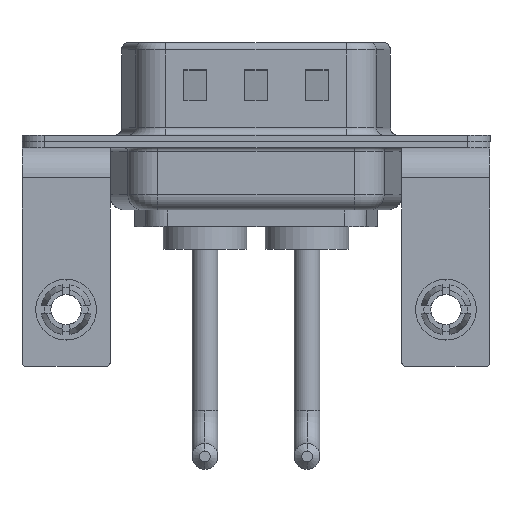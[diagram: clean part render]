
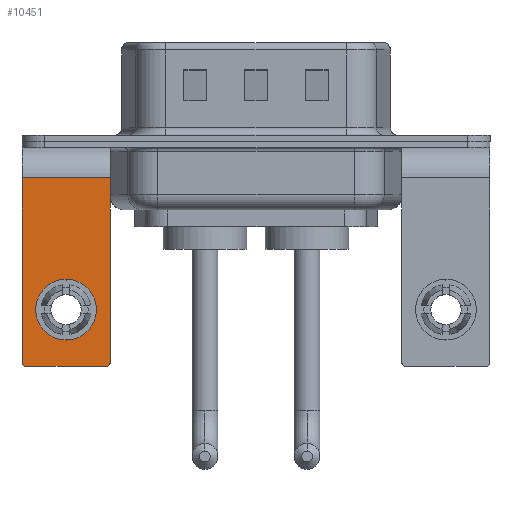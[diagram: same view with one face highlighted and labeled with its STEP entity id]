
A CAD part, front view. The second image highlights one B-rep face of the part: STEP entity #10451.
In plain terms, the highlighted planar face has unit normal (0, -1, 0).
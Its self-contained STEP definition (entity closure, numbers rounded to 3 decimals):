
#62 = DIRECTION ( 'NONE',  ( 0., 0., -1. ) ) ;
#661 = CARTESIAN_POINT ( 'NONE',  ( 0., -6.25, -11.07 ) ) ;
#681 = DIRECTION ( 'NONE',  ( 0., 0., 1. ) ) ;
#1012 = FACE_BOUND ( 'NONE', #1623, .T. ) ;
#1095 = CIRCLE ( 'NONE', #11495, 2. ) ;
#1201 = AXIS2_PLACEMENT_3D ( 'NONE', #4708, #13965, #681 ) ;
#1355 = LINE ( 'NONE', #6417, #10813 ) ;
#1623 = EDGE_LOOP ( 'NONE', ( #11198, #7702 ) ) ;
#1663 = AXIS2_PLACEMENT_3D ( 'NONE', #15604, #14411, #3886 ) ;
#1721 = EDGE_CURVE ( 'NONE', #10732, #11625, #7352, .T. ) ;
#1723 = EDGE_CURVE ( 'NONE', #8884, #14015, #12396, .T. ) ;
#2038 = DIRECTION ( 'NONE',  ( 0., 1., 0. ) ) ;
#2685 = AXIS2_PLACEMENT_3D ( 'NONE', #661, #2038, #5889 ) ;
#2839 = CARTESIAN_POINT ( 'NONE',  ( 0., -6.25, -13.07 ) ) ;
#3307 = EDGE_LOOP ( 'NONE', ( #15346, #7558, #13247, #3663, #3566, #13674 ) ) ;
#3337 = CARTESIAN_POINT ( 'NONE',  ( 2.9, -6.25, -2.4 ) ) ;
#3346 = VERTEX_POINT ( 'NONE', #13098 ) ;
#3378 = CARTESIAN_POINT ( 'NONE',  ( -2.65, -6.25, -14.55 ) ) ;
#3566 = ORIENTED_EDGE ( 'NONE', *, *, #1723, .F. ) ;
#3663 = ORIENTED_EDGE ( 'NONE', *, *, #13469, .T. ) ;
#3701 = EDGE_CURVE ( 'NONE', #8884, #12464, #15071, .T. ) ;
#3886 = DIRECTION ( 'NONE',  ( 0., 0., 1. ) ) ;
#4000 = CARTESIAN_POINT ( 'NONE',  ( 2.65, -6.25, -14.8 ) ) ;
#4278 = CARTESIAN_POINT ( 'NONE',  ( 2.9, -6.25, -2.4 ) ) ;
#4530 = CARTESIAN_POINT ( 'NONE',  ( -2.65, -6.25, -14.8 ) ) ;
#4708 = CARTESIAN_POINT ( 'NONE',  ( 2.9, -6.25, -2.4 ) ) ;
#5212 = VERTEX_POINT ( 'NONE', #4000 ) ;
#5889 = DIRECTION ( 'NONE',  ( 0., 0., 1. ) ) ;
#6018 = DIRECTION ( 'NONE',  ( -1., 0., 0. ) ) ;
#6196 = EDGE_CURVE ( 'NONE', #12464, #3346, #1355, .T. ) ;
#6381 = CARTESIAN_POINT ( 'NONE',  ( 0., -6.25, -9.07 ) ) ;
#6417 = CARTESIAN_POINT ( 'NONE',  ( -2.9, -6.25, -2.4 ) ) ;
#7352 = CIRCLE ( 'NONE', #2685, 2. ) ;
#7558 = ORIENTED_EDGE ( 'NONE', *, *, #7797, .T. ) ;
#7702 = ORIENTED_EDGE ( 'NONE', *, *, #11322, .T. ) ;
#7797 = EDGE_CURVE ( 'NONE', #3346, #14626, #16046, .T. ) ;
#7826 = DIRECTION ( 'NONE',  ( -1., 0., 0. ) ) ;
#8499 = EDGE_CURVE ( 'NONE', #5212, #14626, #15175, .T. ) ;
#8790 = CIRCLE ( 'NONE', #1663, 0.25 ) ;
#8884 = VERTEX_POINT ( 'NONE', #4278 ) ;
#9467 = VECTOR ( 'NONE', #6018, 1000. ) ;
#10451 = ADVANCED_FACE ( 'NONE', ( #1012, #16425 ), #12668, .F. ) ;
#10732 = VERTEX_POINT ( 'NONE', #2839 ) ;
#10813 = VECTOR ( 'NONE', #62, 1000. ) ;
#11198 = ORIENTED_EDGE ( 'NONE', *, *, #1721, .T. ) ;
#11243 = DIRECTION ( 'NONE',  ( 0., -1., 0. ) ) ;
#11322 = EDGE_CURVE ( 'NONE', #11625, #10732, #1095, .T. ) ;
#11495 = AXIS2_PLACEMENT_3D ( 'NONE', #12052, #13681, #16221 ) ;
#11524 = CARTESIAN_POINT ( 'NONE',  ( 2.9, -6.25, -2.4 ) ) ;
#11571 = DIRECTION ( 'NONE',  ( 0., 0., -1. ) ) ;
#11625 = VERTEX_POINT ( 'NONE', #6381 ) ;
#12002 = VECTOR ( 'NONE', #11571, 1000. ) ;
#12052 = CARTESIAN_POINT ( 'NONE',  ( 0., -6.25, -11.07 ) ) ;
#12396 = LINE ( 'NONE', #3337, #12002 ) ;
#12464 = VERTEX_POINT ( 'NONE', #14539 ) ;
#12668 = PLANE ( 'NONE',  #1201 ) ;
#13044 = AXIS2_PLACEMENT_3D ( 'NONE', #3378, #11243, #16694 ) ;
#13098 = CARTESIAN_POINT ( 'NONE',  ( -2.9, -6.25, -14.55 ) ) ;
#13247 = ORIENTED_EDGE ( 'NONE', *, *, #8499, .F. ) ;
#13469 = EDGE_CURVE ( 'NONE', #5212, #14015, #8790, .T. ) ;
#13543 = VECTOR ( 'NONE', #7826, 1000. ) ;
#13674 = ORIENTED_EDGE ( 'NONE', *, *, #3701, .T. ) ;
#13681 = DIRECTION ( 'NONE',  ( 0., 1., 0. ) ) ;
#13965 = DIRECTION ( 'NONE',  ( 0., 1., 0. ) ) ;
#14015 = VERTEX_POINT ( 'NONE', #16280 ) ;
#14411 = DIRECTION ( 'NONE',  ( 0., -1., 0. ) ) ;
#14539 = CARTESIAN_POINT ( 'NONE',  ( -2.9, -6.25, -2.4 ) ) ;
#14626 = VERTEX_POINT ( 'NONE', #4530 ) ;
#15071 = LINE ( 'NONE', #11524, #13543 ) ;
#15093 = CARTESIAN_POINT ( 'NONE',  ( 2.9, -6.25, -14.8 ) ) ;
#15175 = LINE ( 'NONE', #15093, #9467 ) ;
#15346 = ORIENTED_EDGE ( 'NONE', *, *, #6196, .T. ) ;
#15604 = CARTESIAN_POINT ( 'NONE',  ( 2.65, -6.25, -14.55 ) ) ;
#16046 = CIRCLE ( 'NONE', #13044, 0.25 ) ;
#16221 = DIRECTION ( 'NONE',  ( 0., 0., 1. ) ) ;
#16280 = CARTESIAN_POINT ( 'NONE',  ( 2.9, -6.25, -14.55 ) ) ;
#16425 = FACE_OUTER_BOUND ( 'NONE', #3307, .T. ) ;
#16694 = DIRECTION ( 'NONE',  ( 0., 0., 1. ) ) ;
